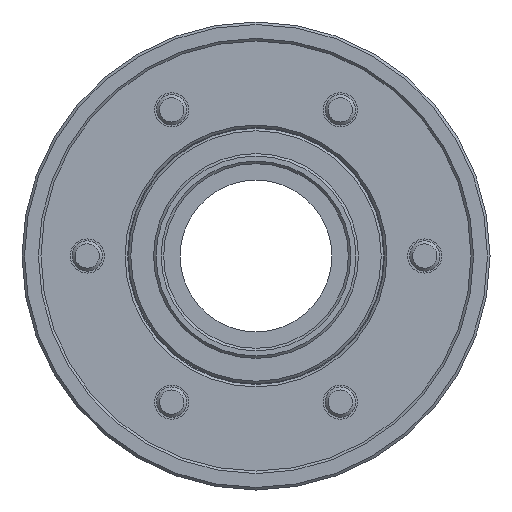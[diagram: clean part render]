
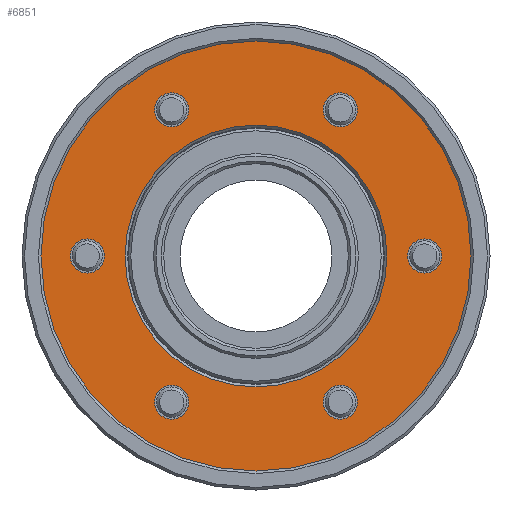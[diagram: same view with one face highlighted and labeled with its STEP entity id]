
A CAD part, left-side view. The second image highlights one B-rep face of the part: STEP entity #6851.
In plain terms, the highlighted planar face has unit normal (-1, 0, 0).
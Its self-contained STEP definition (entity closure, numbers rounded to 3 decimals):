
#42 = CARTESIAN_POINT ( 'NONE',  ( 5., -33.35, -64.514 ) ) ;
#170 = EDGE_CURVE ( 'NONE', #850, #850, #4874, .T. ) ;
#194 = FACE_OUTER_BOUND ( 'NONE', #716, .T. ) ;
#320 = EDGE_LOOP ( 'NONE', ( #2982 ) ) ;
#467 = AXIS2_PLACEMENT_3D ( 'NONE', #6751, #6739, #6732 ) ;
#475 = EDGE_LOOP ( 'NONE', ( #3033 ) ) ;
#525 = AXIS2_PLACEMENT_3D ( 'NONE', #2353, #2341, #2333 ) ;
#645 = EDGE_LOOP ( 'NONE', ( #2993 ) ) ;
#687 = CARTESIAN_POINT ( 'NONE',  ( 5., 66.7, -6.75 ) ) ;
#716 = EDGE_LOOP ( 'NONE', ( #3044 ) ) ;
#766 = EDGE_LOOP ( 'NONE', ( #2842 ) ) ;
#795 = FACE_BOUND ( 'NONE', #320, .T. ) ;
#803 = EDGE_CURVE ( 'NONE', #5463, #5463, #2667, .T. ) ;
#831 = DIRECTION ( 'NONE',  ( 0., 0., -1. ) ) ;
#850 = VERTEX_POINT ( 'NONE', #2419 ) ;
#1197 = EDGE_CURVE ( 'NONE', #6098, #6098, #1546, .T. ) ;
#1262 = CARTESIAN_POINT ( 'NONE',  ( 5., 0., 0. ) ) ;
#1277 = DIRECTION ( 'NONE',  ( 1., 0., 0. ) ) ;
#1303 = AXIS2_PLACEMENT_3D ( 'NONE', #3818, #6247, #831 ) ;
#1405 = FACE_BOUND ( 'NONE', #766, .T. ) ;
#1507 = CIRCLE ( 'NONE', #5917, 6.75 ) ;
#1546 = CIRCLE ( 'NONE', #525, 6.75 ) ;
#1552 = CARTESIAN_POINT ( 'NONE',  ( 5., -33.35, 51.014 ) ) ;
#1695 = AXIS2_PLACEMENT_3D ( 'NONE', #3855, #3846, #3837 ) ;
#1765 = EDGE_LOOP ( 'NONE', ( #2827 ) ) ;
#1821 = DIRECTION ( 'NONE',  ( 0., 0., -1. ) ) ;
#2022 = DIRECTION ( 'NONE',  ( 0., 0., -1. ) ) ;
#2155 = DIRECTION ( 'NONE',  ( 1., 0., 0. ) ) ;
#2182 = CARTESIAN_POINT ( 'NONE',  ( 5., 0., 85. ) ) ;
#2333 = DIRECTION ( 'NONE',  ( 0., 0., -1. ) ) ;
#2341 = DIRECTION ( 'NONE',  ( 1., 0., 0. ) ) ;
#2353 = CARTESIAN_POINT ( 'NONE',  ( 5., 66.7, 0. ) ) ;
#2406 = CARTESIAN_POINT ( 'NONE',  ( 5., 0., -51.75 ) ) ;
#2419 = CARTESIAN_POINT ( 'NONE',  ( 5., -66.7, -6.75 ) ) ;
#2598 = PLANE ( 'NONE',  #4013 ) ;
#2667 = CIRCLE ( 'NONE', #1695, 6.75 ) ;
#2778 = CIRCLE ( 'NONE', #7235, 51.75 ) ;
#2827 = ORIENTED_EDGE ( 'NONE', *, *, #6024, .T. ) ;
#2842 = ORIENTED_EDGE ( 'NONE', *, *, #4357, .T. ) ;
#2853 = EDGE_CURVE ( 'NONE', #3780, #3780, #4678, .T. ) ;
#2881 = ORIENTED_EDGE ( 'NONE', *, *, #170, .T. ) ;
#2904 = EDGE_LOOP ( 'NONE', ( #2943 ) ) ;
#2943 = ORIENTED_EDGE ( 'NONE', *, *, #803, .T. ) ;
#2965 = CARTESIAN_POINT ( 'NONE',  ( 5., 33.35, 57.764 ) ) ;
#2982 = ORIENTED_EDGE ( 'NONE', *, *, #2853, .T. ) ;
#2993 = ORIENTED_EDGE ( 'NONE', *, *, #1197, .T. ) ;
#3033 = ORIENTED_EDGE ( 'NONE', *, *, #7442, .T. ) ;
#3044 = ORIENTED_EDGE ( 'NONE', *, *, #4853, .T. ) ;
#3055 = AXIS2_PLACEMENT_3D ( 'NONE', #6679, #1277, #3650 ) ;
#3184 = FACE_BOUND ( 'NONE', #645, .T. ) ;
#3436 = AXIS2_PLACEMENT_3D ( 'NONE', #1262, #3635, #6070 ) ;
#3462 = VERTEX_POINT ( 'NONE', #5891 ) ;
#3635 = DIRECTION ( 'NONE',  ( -1., 0., 0. ) ) ;
#3650 = DIRECTION ( 'NONE',  ( 0., 0., -1. ) ) ;
#3777 = FACE_BOUND ( 'NONE', #6515, .T. ) ;
#3780 = VERTEX_POINT ( 'NONE', #6211 ) ;
#3818 = CARTESIAN_POINT ( 'NONE',  ( 5., 33.35, -57.764 ) ) ;
#3837 = DIRECTION ( 'NONE',  ( 0., 0., -1. ) ) ;
#3846 = DIRECTION ( 'NONE',  ( 1., 0., 0. ) ) ;
#3855 = CARTESIAN_POINT ( 'NONE',  ( 5., -33.35, -57.764 ) ) ;
#4013 = AXIS2_PLACEMENT_3D ( 'NONE', #5008, #7455, #2022 ) ;
#4357 = EDGE_CURVE ( 'NONE', #6965, #6965, #6482, .T. ) ;
#4539 = DIRECTION ( 'NONE',  ( 0., 0., -1. ) ) ;
#4678 = CIRCLE ( 'NONE', #1303, 6.75 ) ;
#4853 = EDGE_CURVE ( 'NONE', #7615, #7615, #6869, .T. ) ;
#4874 = CIRCLE ( 'NONE', #467, 6.75 ) ;
#5008 = CARTESIAN_POINT ( 'NONE',  ( 5., 85., 0. ) ) ;
#5463 = VERTEX_POINT ( 'NONE', #42 ) ;
#5618 = FACE_BOUND ( 'NONE', #475, .T. ) ;
#5891 = CARTESIAN_POINT ( 'NONE',  ( 5., 33.35, 51.014 ) ) ;
#5917 = AXIS2_PLACEMENT_3D ( 'NONE', #2965, #7240, #1821 ) ;
#6024 = EDGE_CURVE ( 'NONE', #3462, #3462, #1507, .T. ) ;
#6070 = DIRECTION ( 'NONE',  ( 0., 0., 1. ) ) ;
#6098 = VERTEX_POINT ( 'NONE', #687 ) ;
#6207 = FACE_BOUND ( 'NONE', #2904, .T. ) ;
#6211 = CARTESIAN_POINT ( 'NONE',  ( 5., 33.35, -64.514 ) ) ;
#6247 = DIRECTION ( 'NONE',  ( 1., 0., 0. ) ) ;
#6482 = CIRCLE ( 'NONE', #3055, 6.75 ) ;
#6515 = EDGE_LOOP ( 'NONE', ( #2881 ) ) ;
#6679 = CARTESIAN_POINT ( 'NONE',  ( 5., -33.35, 57.764 ) ) ;
#6732 = DIRECTION ( 'NONE',  ( 0., 0., -1. ) ) ;
#6739 = DIRECTION ( 'NONE',  ( 1., 0., 0. ) ) ;
#6751 = CARTESIAN_POINT ( 'NONE',  ( 5., -66.7, 0. ) ) ;
#6802 = FACE_BOUND ( 'NONE', #1765, .T. ) ;
#6851 = ADVANCED_FACE ( 'NONE', ( #6802, #1405, #3777, #6207, #795, #3184, #5618, #194 ), #2598, .F. ) ;
#6869 = CIRCLE ( 'NONE', #3436, 85. ) ;
#6965 = VERTEX_POINT ( 'NONE', #1552 ) ;
#7235 = AXIS2_PLACEMENT_3D ( 'NONE', #7594, #2155, #4539 ) ;
#7240 = DIRECTION ( 'NONE',  ( 1., 0., 0. ) ) ;
#7442 = EDGE_CURVE ( 'NONE', #7855, #7855, #2778, .T. ) ;
#7455 = DIRECTION ( 'NONE',  ( 1., 0., 0. ) ) ;
#7594 = CARTESIAN_POINT ( 'NONE',  ( 5., 0., 0. ) ) ;
#7615 = VERTEX_POINT ( 'NONE', #2182 ) ;
#7855 = VERTEX_POINT ( 'NONE', #2406 ) ;
